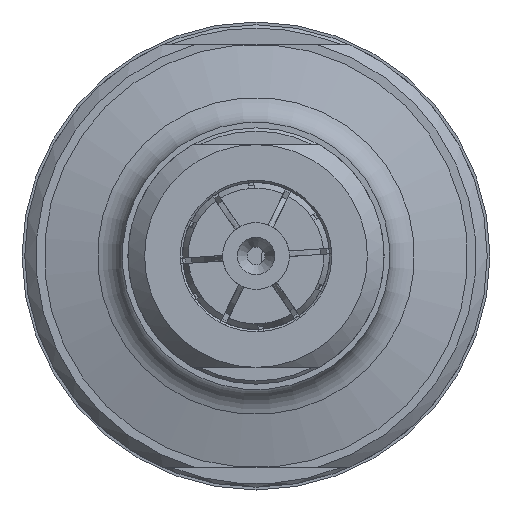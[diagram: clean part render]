
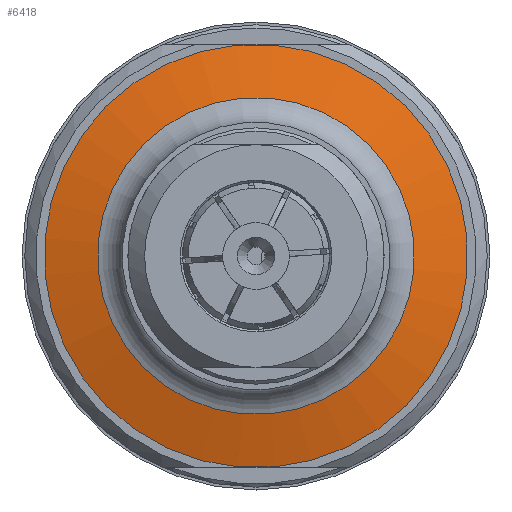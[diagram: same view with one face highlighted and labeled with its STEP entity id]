
A CAD part, left-side view. The second image highlights one B-rep face of the part: STEP entity #6418.
In plain terms, the highlighted conical face has half-angle 75 degrees and reference radius 16.612 mm.
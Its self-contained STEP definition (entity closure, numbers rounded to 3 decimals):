
#749=FACE_OUTER_BOUND('',#1118,.T.);
#1118=EDGE_LOOP('',(#5254,#5255,#5256,#5257,#5258));
#1532=LINE('',#11068,#1975);
#1975=VECTOR('',#8420,16.612);
#2378=CIRCLE('',#7030,14.224);
#2379=CIRCLE('',#7031,14.224);
#2380=CIRCLE('',#7033,19.);
#2889=VERTEX_POINT('',#11060);
#2890=VERTEX_POINT('',#11062);
#2891=VERTEX_POINT('',#11066);
#3712=EDGE_CURVE('',#2890,#2889,#2378,.T.);
#3713=EDGE_CURVE('',#2889,#2890,#2379,.T.);
#3714=EDGE_CURVE('',#2891,#2891,#2380,.T.);
#3715=EDGE_CURVE('',#2891,#2890,#1532,.T.);
#5254=ORIENTED_EDGE('',*,*,#3714,.F.);
#5255=ORIENTED_EDGE('',*,*,#3715,.T.);
#5256=ORIENTED_EDGE('',*,*,#3712,.T.);
#5257=ORIENTED_EDGE('',*,*,#3713,.T.);
#5258=ORIENTED_EDGE('',*,*,#3715,.F.);
#5862=CONICAL_SURFACE('',#7032,16.612,1.309);
#6418=ADVANCED_FACE('',(#749),#5862,.T.);
#7030=AXIS2_PLACEMENT_3D('',#11063,#8412,#8413);
#7031=AXIS2_PLACEMENT_3D('',#11064,#8414,#8415);
#7032=AXIS2_PLACEMENT_3D('',#11065,#8416,#8417);
#7033=AXIS2_PLACEMENT_3D('',#11067,#8418,#8419);
#8412=DIRECTION('center_axis',(1.,0.,0.));
#8413=DIRECTION('ref_axis',(0.,0.996,0.084));
#8414=DIRECTION('center_axis',(1.,0.,0.));
#8415=DIRECTION('ref_axis',(0.,0.996,0.084));
#8416=DIRECTION('center_axis',(1.,0.,0.));
#8417=DIRECTION('ref_axis',(0.,0.996,0.084));
#8418=DIRECTION('center_axis',(1.,0.,0.));
#8419=DIRECTION('ref_axis',(0.,0.996,0.084));
#8420=DIRECTION('',(-0.259,0.963,0.081));
#11060=CARTESIAN_POINT('',(-89.38,-1.192,14.174));
#11062=CARTESIAN_POINT('',(-89.38,-14.174,-1.192));
#11063=CARTESIAN_POINT('Origin',(-89.38,0.,
0.));
#11064=CARTESIAN_POINT('Origin',(-89.38,0.,
0.));
#11065=CARTESIAN_POINT('Origin',(-88.74,0.,
0.));
#11066=CARTESIAN_POINT('',(-88.1,-18.933,-1.592));
#11067=CARTESIAN_POINT('Origin',(-88.1,0.,
0.));
#11068=CARTESIAN_POINT('',(-88.74,-16.553,-1.392));
